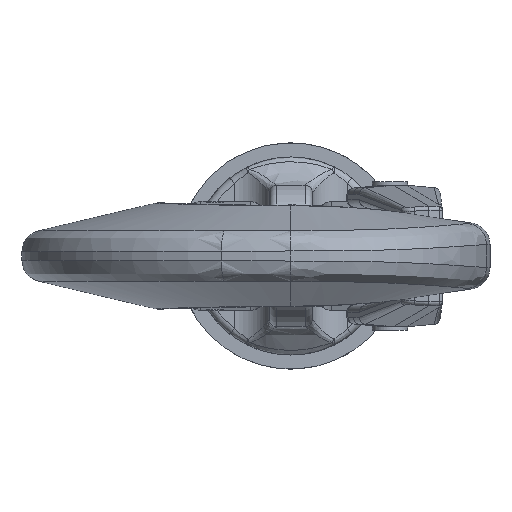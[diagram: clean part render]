
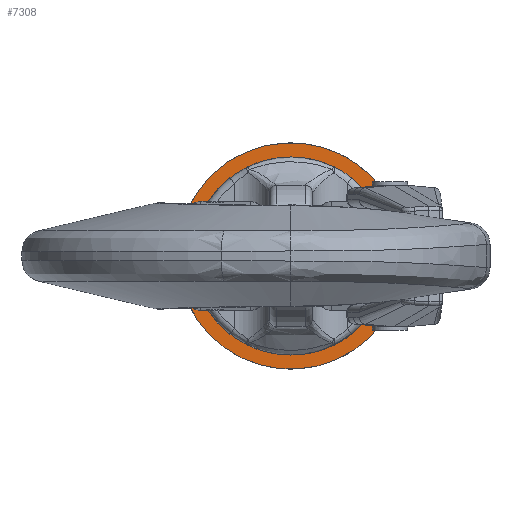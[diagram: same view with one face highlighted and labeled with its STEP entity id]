
A CAD part, front view. The second image highlights one B-rep face of the part: STEP entity #7308.
In plain terms, the highlighted planar face has unit normal (0, -1, 0).
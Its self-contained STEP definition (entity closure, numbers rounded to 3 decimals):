
#748=FACE_BOUND('',#1323,.T.);
#767=PLANE('',#7786);
#873=FACE_OUTER_BOUND('',#1322,.T.);
#1322=EDGE_LOOP('',(#4508,#4509));
#1323=EDGE_LOOP('',(#4510,#4511));
#2425=CIRCLE('',#7776,8.5);
#2428=CIRCLE('',#7779,8.5);
#2431=CIRCLE('',#7784,16.);
#2432=CIRCLE('',#7785,16.);
#2703=VERTEX_POINT('',#10259);
#2704=VERTEX_POINT('',#10260);
#2709=VERTEX_POINT('',#10274);
#2710=VERTEX_POINT('',#10275);
#3376=EDGE_CURVE('',#2703,#2704,#2425,.T.);
#3380=EDGE_CURVE('',#2704,#2703,#2428,.T.);
#3383=EDGE_CURVE('',#2709,#2710,#2431,.T.);
#3384=EDGE_CURVE('',#2710,#2709,#2432,.T.);
#4508=ORIENTED_EDGE('',*,*,#3383,.T.);
#4509=ORIENTED_EDGE('',*,*,#3384,.T.);
#4510=ORIENTED_EDGE('',*,*,#3376,.F.);
#4511=ORIENTED_EDGE('',*,*,#3380,.F.);
#7308=ADVANCED_FACE('',(#873,#748),#767,.T.);
#7776=AXIS2_PLACEMENT_3D('',#10261,#8499,#8500);
#7779=AXIS2_PLACEMENT_3D('',#10267,#8506,#8507);
#7784=AXIS2_PLACEMENT_3D('',#10276,#8516,#8517);
#7785=AXIS2_PLACEMENT_3D('',#10277,#8518,#8519);
#7786=AXIS2_PLACEMENT_3D('',#10279,#8521,#8522);
#8499=DIRECTION('center_axis',(0.,-1.,0.));
#8500=DIRECTION('ref_axis',(-0.107,0.,-0.994));
#8506=DIRECTION('center_axis',(0.,-1.,0.));
#8507=DIRECTION('ref_axis',(-0.107,0.,-0.994));
#8516=DIRECTION('center_axis',(0.,-1.,0.));
#8517=DIRECTION('ref_axis',(-0.107,0.,-0.994));
#8518=DIRECTION('center_axis',(0.,-1.,0.));
#8519=DIRECTION('ref_axis',(-0.107,0.,-0.994));
#8521=DIRECTION('center_axis',(0.,-1.,0.));
#8522=DIRECTION('ref_axis',(0.994,0.,-0.107));
#10259=CARTESIAN_POINT('',(-0.91,0.,-8.451));
#10260=CARTESIAN_POINT('',(0.91,0.,8.451));
#10261=CARTESIAN_POINT('Origin',(0.,0.,0.));
#10267=CARTESIAN_POINT('Origin',(0.,0.,0.));
#10274=CARTESIAN_POINT('',(-1.712,0.,-15.908));
#10275=CARTESIAN_POINT('',(1.712,0.,15.908));
#10276=CARTESIAN_POINT('Origin',(0.,0.,0.));
#10277=CARTESIAN_POINT('Origin',(0.,0.,0.));
#10279=CARTESIAN_POINT('Origin',(-1.311,0.,
-12.18));
